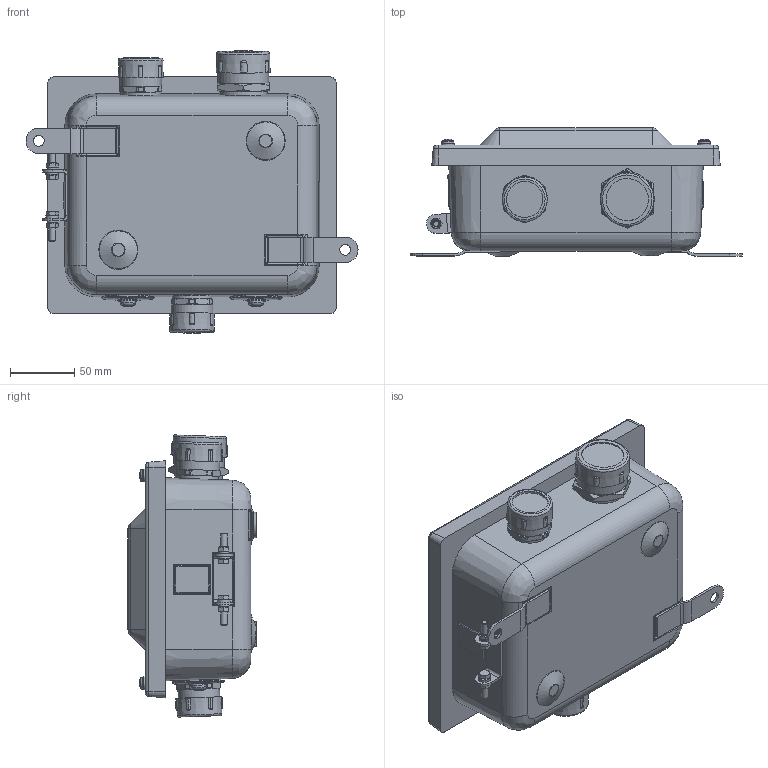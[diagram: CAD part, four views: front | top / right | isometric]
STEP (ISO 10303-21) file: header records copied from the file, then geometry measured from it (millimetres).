
FILE_DESCRIPTION(/* description */ (''),/* implementation_level */ '2;1');
FILE_NAME(/* name */ '',/* time_stamp */ '2025-07-22T16:32:00+07:00',/* author */ ('zeta-72'),/* organization */ (''),/* preprocessor_version */ 'ST-DEVELOPER v19.2',/* originating_system */ 'Autodesk Inventor 2024',/* authorisation */ '');
FILE_SCHEMA (('AUTOMOTIVE_DESIGN { 1 0 10303 214 3 1 1 }'));
Length unit declared in the file: millimetre
Products named in the file (1): ЗЭТА.030.374.000 СБ Коробка 
клеммная КСМР-10 I
P54_Упростить_1
Bounding box: 259 x 100 x 220.11 mm (x, y, z)
Volume: 2824385.7 mm3; surface area: 165710.5 mm2
Topology: 19 solids, 19 shells, 689 faces, 1730 edges, 1114 vertices
Faces by surface type: plane 234, cone 159, cylinder 133, bspline 96, torus 57, sphere 10
Full cylindrical faces by diameter (mm): 5 x4, 6.7 x2, 8.5 x2, 10 x6, 14 x2, 28.2 x2, 31.2 x2, 32.5 x2, 33 x1, 36 x2, 37.2 x1, 39.6 x1
Entity records: 23842 total; most frequent: CARTESIAN_POINT 7362, ORIENTED_EDGE 3454, DIRECTION 3113, EDGE_CURVE 1727, AXIS2_PLACEMENT_3D 1262, VERTEX_POINT 1129, EDGE_LOOP 750, STYLED_ITEM 705
